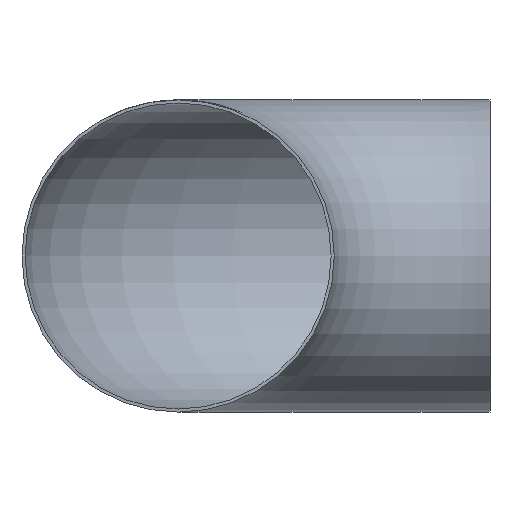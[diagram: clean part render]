
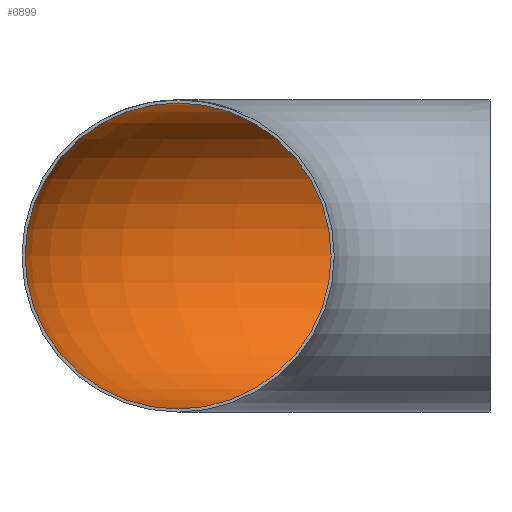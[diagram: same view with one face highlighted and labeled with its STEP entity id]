
A CAD part, front view. The second image highlights one B-rep face of the part: STEP entity #6899.
In plain terms, the highlighted toroidal (fillet/blend) face has major radius 406 mm and minor radius 199.2 mm.
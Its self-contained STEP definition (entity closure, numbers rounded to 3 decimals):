
#674 = AXIS2_PLACEMENT_3D ( 'NONE', #9423, #19613, #29321 ) ;
#3018 = EDGE_CURVE ( 'NONE', #14719, #14719, #12758, .T. ) ;
#3496 = EDGE_LOOP ( 'NONE', ( #13338 ) ) ;
#4032 = CARTESIAN_POINT ( 'NONE',  ( -406., 0., 199.2 ) ) ;
#4189 = CARTESIAN_POINT ( 'NONE',  ( 0., 605.2, 0. ) ) ;
#5286 = AXIS2_PLACEMENT_3D ( 'NONE', #11589, #27295, #19109 ) ;
#6899 = ADVANCED_FACE ( 'NONE', ( #31996, #29645 ), #25179, .F. ) ;
#8602 = AXIS2_PLACEMENT_3D ( 'NONE', #25435, #25933, #18259 ) ;
#9423 = CARTESIAN_POINT ( 'NONE',  ( 0., 0., 0. ) ) ;
#11589 = CARTESIAN_POINT ( 'NONE',  ( 0., 406., 0. ) ) ;
#12758 = CIRCLE ( 'NONE', #5286, 199.2 ) ;
#13338 = ORIENTED_EDGE ( 'NONE', *, *, #16066, .F. ) ;
#13882 = ORIENTED_EDGE ( 'NONE', *, *, #3018, .T. ) ;
#14719 = VERTEX_POINT ( 'NONE', #4189 ) ;
#16066 = EDGE_CURVE ( 'NONE', #32259, #32259, #20873, .T. ) ;
#18259 = DIRECTION ( 'NONE',  ( 0., 0., 1. ) ) ;
#19109 = DIRECTION ( 'NONE',  ( 0., 1., 0. ) ) ;
#19613 = DIRECTION ( 'NONE',  ( 0., 0., -1. ) ) ;
#19982 = EDGE_LOOP ( 'NONE', ( #13882 ) ) ;
#20873 = CIRCLE ( 'NONE', #8602, 199.2 ) ;
#25179 = TOROIDAL_SURFACE ( 'NONE', #674, 406., 199.2 ) ;
#25435 = CARTESIAN_POINT ( 'NONE',  ( -406., 0., 0. ) ) ;
#25933 = DIRECTION ( 'NONE',  ( 0., 1., 0. ) ) ;
#27295 = DIRECTION ( 'NONE',  ( 1., 0., 0. ) ) ;
#29321 = DIRECTION ( 'NONE',  ( -1., 0., 0. ) ) ;
#29645 = FACE_OUTER_BOUND ( 'NONE', #3496, .T. ) ;
#31996 = FACE_OUTER_BOUND ( 'NONE', #19982, .T. ) ;
#32259 = VERTEX_POINT ( 'NONE', #4032 ) ;
